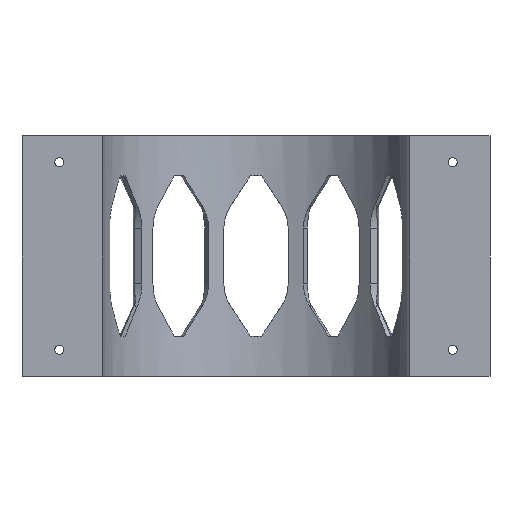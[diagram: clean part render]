
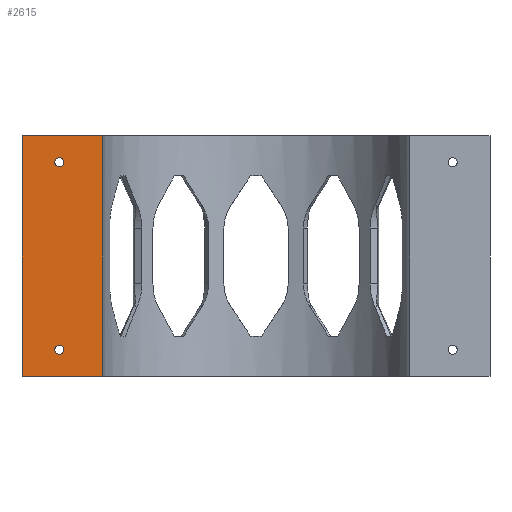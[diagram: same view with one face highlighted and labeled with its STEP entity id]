
A CAD part, front view. The second image highlights one B-rep face of the part: STEP entity #2615.
In plain terms, the highlighted planar face has unit normal (0, -1, 0).
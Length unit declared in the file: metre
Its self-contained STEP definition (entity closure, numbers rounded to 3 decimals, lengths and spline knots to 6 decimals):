
#59=PLANE('',#2834);
#165=LINE('',#4433,#317);
#167=LINE('',#4437,#319);
#168=LINE('',#4439,#320);
#169=LINE('',#4441,#321);
#317=VECTOR('',#3310,1.);
#319=VECTOR('',#3314,1.);
#320=VECTOR('',#3315,1.);
#321=VECTOR('',#3316,1.);
#928=ORIENTED_EDGE('',*,*,#1599,.T.);
#929=ORIENTED_EDGE('',*,*,#1578,.F.);
#930=ORIENTED_EDGE('',*,*,#1617,.F.);
#931=ORIENTED_EDGE('',*,*,#1618,.F.);
#932=ORIENTED_EDGE('',*,*,#1619,.T.);
#933=ORIENTED_EDGE('',*,*,#1615,.T.);
#1578=EDGE_CURVE('',#1936,#1936,#2119,.T.);
#1599=EDGE_CURVE('',#1950,#1950,#2127,.T.);
#1615=EDGE_CURVE('',#1959,#1958,#165,.T.);
#1617=EDGE_CURVE('',#1960,#1958,#167,.T.);
#1618=EDGE_CURVE('',#1961,#1960,#168,.T.);
#1619=EDGE_CURVE('',#1961,#1959,#169,.T.);
#1936=VERTEX_POINT('',#4303);
#1950=VERTEX_POINT('',#4401);
#1958=VERTEX_POINT('',#4432);
#1959=VERTEX_POINT('',#4434);
#1960=VERTEX_POINT('',#4438);
#1961=VERTEX_POINT('',#4440);
#2119=CIRCLE('',#2803,0.0017);
#2127=CIRCLE('',#2819,0.0017);
#2255=EDGE_LOOP('',(#928));
#2256=EDGE_LOOP('',(#929));
#2257=EDGE_LOOP('',(#930,#931,#932,#933));
#2425=FACE_BOUND('',#2255,.T.);
#2426=FACE_BOUND('',#2256,.T.);
#2427=FACE_BOUND('',#2257,.T.);
#2615=ADVANCED_FACE('',(#2425,#2426,#2427),#59,.F.);
#2803=AXIS2_PLACEMENT_3D('',#4302,#3232,#3233);
#2819=AXIS2_PLACEMENT_3D('',#4400,#3271,#3272);
#2834=AXIS2_PLACEMENT_3D('',#4436,#3312,#3313);
#3232=DIRECTION('',(0.,-1.,0.));
#3233=DIRECTION('',(0.,0.,1.));
#3271=DIRECTION('',(0.,1.,0.));
#3272=DIRECTION('',(0.,0.,1.));
#3310=DIRECTION('',(0.,0.,-1.));
#3312=DIRECTION('',(0.,1.,0.));
#3313=DIRECTION('',(0.,0.,1.));
#3314=DIRECTION('',(-1.,0.,0.));
#3315=DIRECTION('',(0.,0.,-1.));
#3316=DIRECTION('',(-1.,0.,0.));
#4302=CARTESIAN_POINT('',(-0.67348,0.3015,0.08));
#4303=CARTESIAN_POINT('',(-0.67348,0.3015,0.0817));
#4400=CARTESIAN_POINT('',(-0.67348,0.3015,0.01));
#4401=CARTESIAN_POINT('',(-0.67348,0.3015,0.0117));
#4432=CARTESIAN_POINT('',(-0.68748,0.3015,0.));
#4433=CARTESIAN_POINT('',(-0.68748,0.3015,0.045));
#4434=CARTESIAN_POINT('',(-0.68748,0.3015,0.09));
#4436=CARTESIAN_POINT('',(-0.52752,0.3015,0.045));
#4437=CARTESIAN_POINT('',(-0.55626,0.3015,0.));
#4438=CARTESIAN_POINT('',(-0.65748,0.3015,0.));
#4439=CARTESIAN_POINT('',(-0.65748,0.3015,0.045));
#4440=CARTESIAN_POINT('',(-0.65748,0.3015,0.09));
#4441=CARTESIAN_POINT('',(-0.52752,0.3015,0.09));
